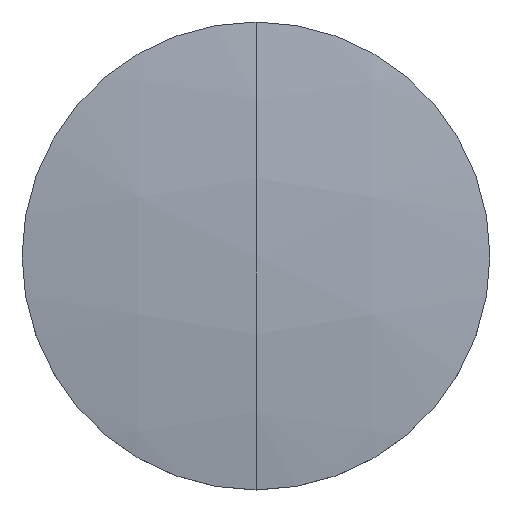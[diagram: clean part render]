
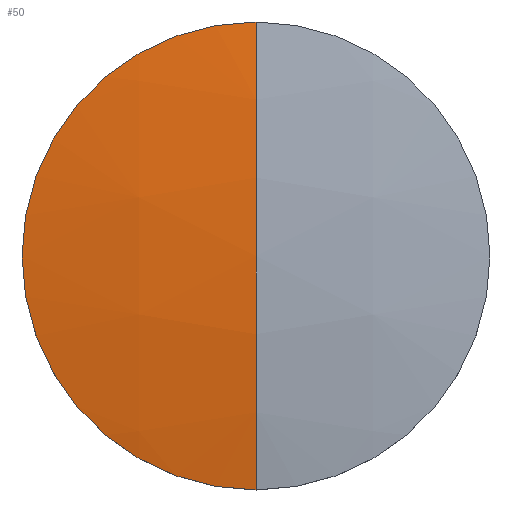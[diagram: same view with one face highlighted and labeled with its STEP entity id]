
A CAD part, top view. The second image highlights one B-rep face of the part: STEP entity #50.
In plain terms, the highlighted spherical face has radius 76.55 mm.
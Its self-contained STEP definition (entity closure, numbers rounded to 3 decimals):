
#12 = CARTESIAN_POINT ( 'NONE',  ( 0., 0., -74.49 ) ) ;
#13 = AXIS2_PLACEMENT_3D ( 'NONE', #12, #33, #32 ) ;
#15 = SPHERICAL_SURFACE ( 'NONE', #13, 76.55 ) ;
#18 = EDGE_CURVE ( 'NONE', #156, #109, #151, .T. ) ;
#25 = ORIENTED_EDGE ( 'NONE', *, *, #157, .T. ) ;
#32 = DIRECTION ( 'NONE',  ( 0., 1., 0. ) ) ;
#33 = DIRECTION ( 'NONE',  ( -1., 0., 0. ) ) ;
#44 = FACE_OUTER_BOUND ( 'NONE', #51, .T. ) ;
#46 = ORIENTED_EDGE ( 'NONE', *, *, #108, .F. ) ;
#47 = VERTEX_POINT ( 'NONE', #66 ) ;
#48 = ORIENTED_EDGE ( 'NONE', *, *, #18, .T. ) ;
#50 = ADVANCED_FACE ( 'NONE', ( #44 ), #15, .T. ) ;
#51 = EDGE_LOOP ( 'NONE', ( #52, #48, #46, #25 ) ) ;
#52 = ORIENTED_EDGE ( 'NONE', *, *, #163, .T. ) ;
#66 = CARTESIAN_POINT ( 'NONE',  ( 0., 12.7, 0.999 ) ) ;
#82 = VERTEX_POINT ( 'NONE', #169 ) ;
#108 = EDGE_CURVE ( 'NONE', #47, #109, #270, .T. ) ;
#109 = VERTEX_POINT ( 'NONE', #203 ) ;
#124 = DIRECTION ( 'NONE',  ( 0., -1., 0. ) ) ;
#125 = DIRECTION ( 'NONE',  ( -1., 0., 0. ) ) ;
#126 = CARTESIAN_POINT ( 'NONE',  ( 0., 0., -74.49 ) ) ;
#150 = AXIS2_PLACEMENT_3D ( 'NONE', #126, #125, #124 ) ;
#151 = CIRCLE ( 'NONE', #150, 76.55 ) ;
#156 = VERTEX_POINT ( 'NONE', #198 ) ;
#157 = EDGE_CURVE ( 'NONE', #47, #82, #197, .T. ) ;
#163 = EDGE_CURVE ( 'NONE', #82, #156, #186, .T. ) ;
#169 = CARTESIAN_POINT ( 'NONE',  ( -12.7, 0., 0.999 ) ) ;
#186 = CIRCLE ( 'NONE', #248, 12.7 ) ;
#193 = DIRECTION ( 'NONE',  ( 1., 0., 0. ) ) ;
#194 = DIRECTION ( 'NONE',  ( 0., 0., 1. ) ) ;
#195 = CARTESIAN_POINT ( 'NONE',  ( 0., 0., 0.999 ) ) ;
#196 = AXIS2_PLACEMENT_3D ( 'NONE', #195, #194, #193 ) ;
#197 = CIRCLE ( 'NONE', #196, 12.7 ) ;
#198 = CARTESIAN_POINT ( 'NONE',  ( 0., -12.7, 0.999 ) ) ;
#203 = CARTESIAN_POINT ( 'NONE',  ( 0., 0., 2.06 ) ) ;
#204 = DIRECTION ( 'NONE',  ( 0., 0., -1. ) ) ;
#205 = DIRECTION ( 'NONE',  ( 1., 0., 0. ) ) ;
#206 = AXIS2_PLACEMENT_3D ( 'NONE', #269, #205, #204 ) ;
#245 = DIRECTION ( 'NONE',  ( 1., 0., 0. ) ) ;
#246 = DIRECTION ( 'NONE',  ( 0., 0., 1. ) ) ;
#247 = CARTESIAN_POINT ( 'NONE',  ( 0., 0., 0.999 ) ) ;
#248 = AXIS2_PLACEMENT_3D ( 'NONE', #247, #246, #245 ) ;
#269 = CARTESIAN_POINT ( 'NONE',  ( 0., 0., -74.49 ) ) ;
#270 = CIRCLE ( 'NONE', #206, 76.55 ) ;
